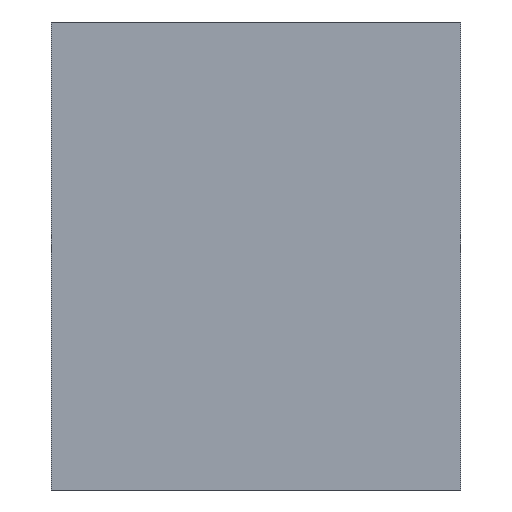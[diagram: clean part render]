
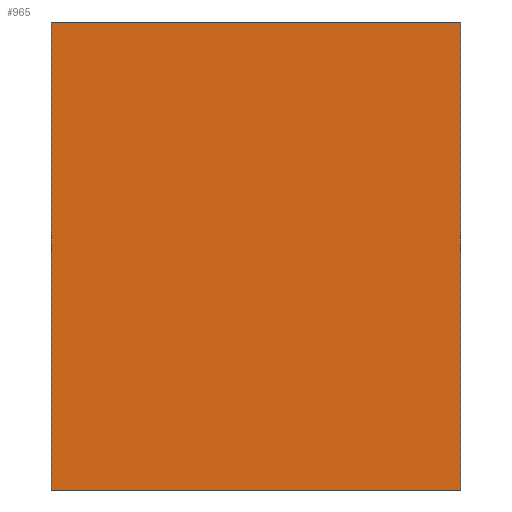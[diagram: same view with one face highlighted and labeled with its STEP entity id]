
A CAD part, left-side view. The second image highlights one B-rep face of the part: STEP entity #965.
In plain terms, the highlighted planar face has unit normal (-1, 0, 0).
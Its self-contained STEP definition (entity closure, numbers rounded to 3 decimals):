
#53 = ORIENTED_EDGE ( 'NONE', *, *, #533, .F. ) ;
#109 = VERTEX_POINT ( 'NONE', #433 ) ;
#123 = DIRECTION ( 'NONE',  ( 0., 0., -1. ) ) ;
#238 = VERTEX_POINT ( 'NONE', #370 ) ;
#266 = DIRECTION ( 'NONE',  ( 1., 0., 0. ) ) ;
#281 = CARTESIAN_POINT ( 'NONE',  ( -0.8, 0., 0.4 ) ) ;
#363 = DIRECTION ( 'NONE',  ( 0., -1., 0. ) ) ;
#364 = ORIENTED_EDGE ( 'NONE', *, *, #703, .T. ) ;
#370 = CARTESIAN_POINT ( 'NONE',  ( -0.8, 0.7, -0.4 ) ) ;
#395 = CARTESIAN_POINT ( 'NONE',  ( -0.8, 0., -0.4 ) ) ;
#405 = VERTEX_POINT ( 'NONE', #847 ) ;
#409 = CARTESIAN_POINT ( 'NONE',  ( -0.8, 0., 0.4 ) ) ;
#419 = EDGE_LOOP ( 'NONE', ( #940, #53, #540, #364 ) ) ;
#433 = CARTESIAN_POINT ( 'NONE',  ( -0.8, 0.7, 0.4 ) ) ;
#438 = CARTESIAN_POINT ( 'NONE',  ( -0.8, 0., 0.4 ) ) ;
#478 = LINE ( 'NONE', #395, #682 ) ;
#533 = EDGE_CURVE ( 'NONE', #1059, #405, #799, .T. ) ;
#536 = EDGE_CURVE ( 'NONE', #109, #1059, #880, .T. ) ;
#540 = ORIENTED_EDGE ( 'NONE', *, *, #536, .F. ) ;
#544 = CARTESIAN_POINT ( 'NONE',  ( -0.8, 0.7, 0.4 ) ) ;
#573 = DIRECTION ( 'NONE',  ( 0., -1., 0. ) ) ;
#617 = VECTOR ( 'NONE', #888, 1000. ) ;
#682 = VECTOR ( 'NONE', #573, 1000. ) ;
#703 = EDGE_CURVE ( 'NONE', #109, #238, #1090, .T. ) ;
#790 = PLANE ( 'NONE',  #808 ) ;
#796 = CARTESIAN_POINT ( 'NONE',  ( -0.8, 0., 0.4 ) ) ;
#799 = LINE ( 'NONE', #438, #617 ) ;
#808 = AXIS2_PLACEMENT_3D ( 'NONE', #796, #266, #968 ) ;
#847 = CARTESIAN_POINT ( 'NONE',  ( -0.8, 0., -0.4 ) ) ;
#880 = LINE ( 'NONE', #281, #967 ) ;
#888 = DIRECTION ( 'NONE',  ( 0., 0., -1. ) ) ;
#940 = ORIENTED_EDGE ( 'NONE', *, *, #990, .T. ) ;
#965 = ADVANCED_FACE ( 'NONE', ( #1066 ), #790, .F. ) ;
#967 = VECTOR ( 'NONE', #363, 1000. ) ;
#968 = DIRECTION ( 'NONE',  ( 0., 1., 0. ) ) ;
#990 = EDGE_CURVE ( 'NONE', #238, #405, #478, .T. ) ;
#1036 = VECTOR ( 'NONE', #123, 1000. ) ;
#1059 = VERTEX_POINT ( 'NONE', #409 ) ;
#1066 = FACE_OUTER_BOUND ( 'NONE', #419, .T. ) ;
#1090 = LINE ( 'NONE', #544, #1036 ) ;
